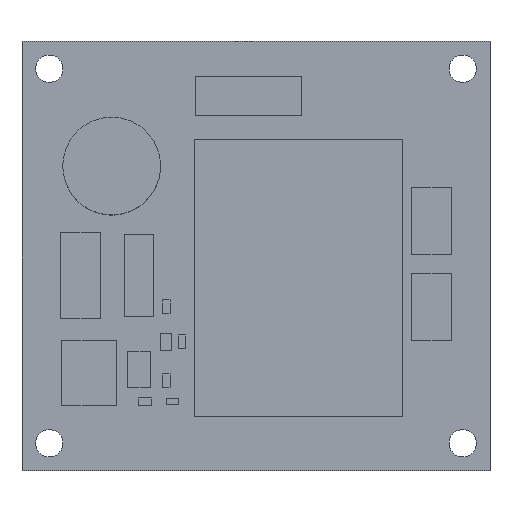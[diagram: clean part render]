
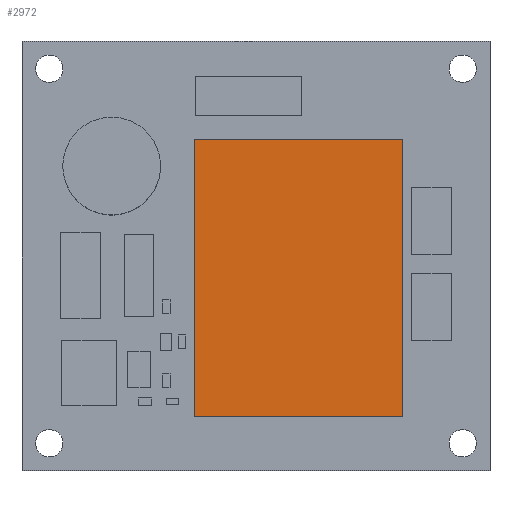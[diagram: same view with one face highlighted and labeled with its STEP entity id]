
A CAD part, top view. The second image highlights one B-rep face of the part: STEP entity #2972.
In plain terms, the highlighted planar face has unit normal (0, 0, 1).
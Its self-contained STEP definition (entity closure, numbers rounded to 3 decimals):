
#2843 = VERTEX_POINT('',#2844);
#2844 = CARTESIAN_POINT('',(13.334,-17.779,2.7));
#2850 = EDGE_CURVE('',#2843,#2851,#2853,.T.);
#2851 = VERTEX_POINT('',#2852);
#2852 = CARTESIAN_POINT('',(-13.334,-17.779,2.7));
#2853 = LINE('',#2854,#2855);
#2854 = CARTESIAN_POINT('',(13.334,-17.779,2.7));
#2855 = VECTOR('',#2856,1.);
#2856 = DIRECTION('',(-1.,0.,0.));
#2881 = EDGE_CURVE('',#2851,#2882,#2884,.T.);
#2882 = VERTEX_POINT('',#2883);
#2883 = CARTESIAN_POINT('',(-13.334,17.779,2.7));
#2884 = LINE('',#2885,#2886);
#2885 = CARTESIAN_POINT('',(-13.334,-17.779,2.7));
#2886 = VECTOR('',#2887,1.);
#2887 = DIRECTION('',(0.,1.,0.));
#2912 = EDGE_CURVE('',#2882,#2913,#2915,.T.);
#2913 = VERTEX_POINT('',#2914);
#2914 = CARTESIAN_POINT('',(13.334,17.779,2.7));
#2915 = LINE('',#2916,#2917);
#2916 = CARTESIAN_POINT('',(-13.334,17.779,2.7));
#2917 = VECTOR('',#2918,1.);
#2918 = DIRECTION('',(1.,0.,0.));
#2943 = EDGE_CURVE('',#2913,#2843,#2944,.T.);
#2944 = LINE('',#2945,#2946);
#2945 = CARTESIAN_POINT('',(13.334,17.779,2.7));
#2946 = VECTOR('',#2947,1.);
#2947 = DIRECTION('',(0.,-1.,0.));
#2972 = ADVANCED_FACE('',(#2973),#2979,.F.);
#2973 = FACE_BOUND('',#2974,.F.);
#2974 = EDGE_LOOP('',(#2975,#2976,#2977,#2978));
#2975 = ORIENTED_EDGE('',*,*,#2850,.T.);
#2976 = ORIENTED_EDGE('',*,*,#2881,.T.);
#2977 = ORIENTED_EDGE('',*,*,#2912,.T.);
#2978 = ORIENTED_EDGE('',*,*,#2943,.T.);
#2979 = PLANE('',#2980);
#2980 = AXIS2_PLACEMENT_3D('',#2981,#2982,#2983);
#2981 = CARTESIAN_POINT('',(0.,0.,2.7));
#2982 = DIRECTION('',(-0.,-0.,-1.));
#2983 = DIRECTION('',(-1.,0.,0.));
